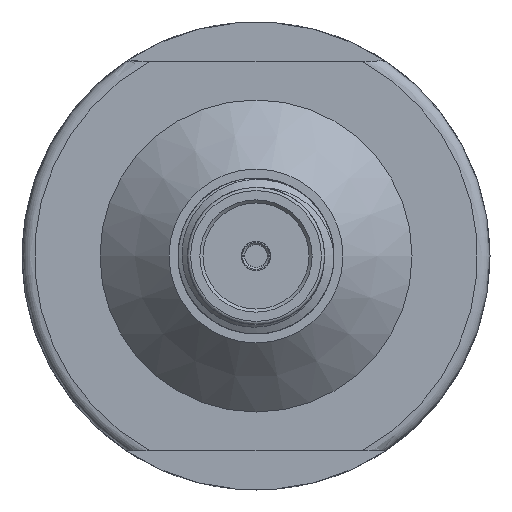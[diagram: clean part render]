
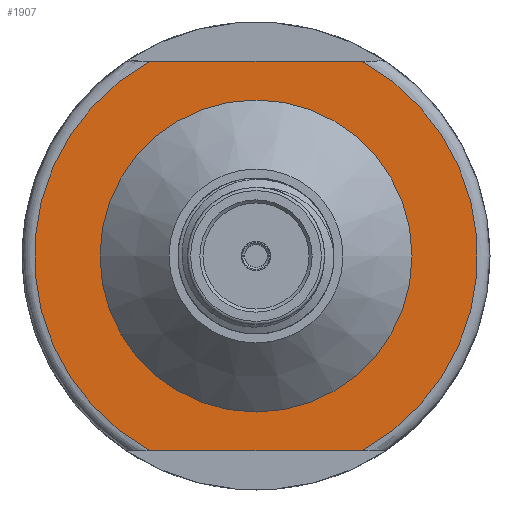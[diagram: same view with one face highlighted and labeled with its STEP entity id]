
A CAD part, left-side view. The second image highlights one B-rep face of the part: STEP entity #1907.
In plain terms, the highlighted planar face has unit normal (-1, 0, 0).
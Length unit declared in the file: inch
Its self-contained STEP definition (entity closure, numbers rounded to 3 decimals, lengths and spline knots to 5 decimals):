
#4 = LINE ( 'NONE', #2246, #2538 ) ;
#68 = ORIENTED_EDGE ( 'NONE', *, *, #352, .T. ) ;
#211 = AXIS2_PLACEMENT_3D ( 'NONE', #1234, #2251, #1835 ) ;
#229 = EDGE_CURVE ( 'NONE', #1549, #2334, #1921, .T. ) ;
#231 = CARTESIAN_POINT ( 'NONE',  ( 0.66, -0.16843, -0.3125 ) ) ;
#243 = DIRECTION ( 'NONE',  ( -1., 0., 0. ) ) ;
#299 = CARTESIAN_POINT ( 'NONE',  ( 0.66, -0.46642, 0.3125 ) ) ;
#304 = DIRECTION ( 'NONE',  ( -1., 0., 0. ) ) ;
#315 = CARTESIAN_POINT ( 'NONE',  ( 0.66, -0.16843, 0.3125 ) ) ;
#352 = EDGE_CURVE ( 'NONE', #1318, #1195, #2525, .T. ) ;
#455 = PLANE ( 'NONE',  #1594 ) ;
#467 = ORIENTED_EDGE ( 'NONE', *, *, #229, .T. ) ;
#701 = DIRECTION ( 'NONE',  ( 0., 1., 0. ) ) ;
#704 = AXIS2_PLACEMENT_3D ( 'NONE', #1509, #304, #1940 ) ;
#847 = CARTESIAN_POINT ( 'NONE',  ( 0.66, 0.25, 0. ) ) ;
#886 = DIRECTION ( 'NONE',  ( 0., 1., 0. ) ) ;
#1195 = VERTEX_POINT ( 'NONE', #315 ) ;
#1234 = CARTESIAN_POINT ( 'NONE',  ( 0.66, 0., 0. ) ) ;
#1263 = DIRECTION ( 'NONE',  ( 0., -1., 0. ) ) ;
#1304 = CARTESIAN_POINT ( 'NONE',  ( 0.66, 0., 0. ) ) ;
#1318 = VERTEX_POINT ( 'NONE', #231 ) ;
#1408 = EDGE_LOOP ( 'NONE', ( #1831 ) ) ;
#1509 = CARTESIAN_POINT ( 'NONE',  ( 0.66, 0., 0. ) ) ;
#1519 = FACE_OUTER_BOUND ( 'NONE', #2500, .T. ) ;
#1549 = VERTEX_POINT ( 'NONE', #1646 ) ;
#1594 = AXIS2_PLACEMENT_3D ( 'NONE', #847, #243, #2480 ) ;
#1646 = CARTESIAN_POINT ( 'NONE',  ( 0.66, 0.16843, 0.3125 ) ) ;
#1671 = ORIENTED_EDGE ( 'NONE', *, *, #1911, .T. ) ;
#1800 = FACE_BOUND ( 'NONE', #1408, .T. ) ;
#1831 = ORIENTED_EDGE ( 'NONE', *, *, #2011, .T. ) ;
#1835 = DIRECTION ( 'NONE',  ( 0., -1., 0. ) ) ;
#1907 = ADVANCED_FACE ( 'NONE', ( #1800, #1519 ), #455, .T. ) ;
#1911 = EDGE_CURVE ( 'NONE', #2334, #1318, #4, .T. ) ;
#1921 = CIRCLE ( 'NONE', #704, 0.355 ) ;
#1940 = DIRECTION ( 'NONE',  ( 0., -1., 0. ) ) ;
#2011 = EDGE_CURVE ( 'NONE', #2467, #2467, #2151, .T. ) ;
#2051 = EDGE_CURVE ( 'NONE', #1195, #1549, #2277, .T. ) ;
#2112 = ORIENTED_EDGE ( 'NONE', *, *, #2051, .T. ) ;
#2114 = DIRECTION ( 'NONE',  ( 1., 0., 0. ) ) ;
#2151 = CIRCLE ( 'NONE', #2413, 0.25 ) ;
#2246 = CARTESIAN_POINT ( 'NONE',  ( 0.66, -0.46642, -0.3125 ) ) ;
#2251 = DIRECTION ( 'NONE',  ( -1., 0., 0. ) ) ;
#2277 = LINE ( 'NONE', #299, #2569 ) ;
#2334 = VERTEX_POINT ( 'NONE', #2577 ) ;
#2413 = AXIS2_PLACEMENT_3D ( 'NONE', #1304, #2114, #886 ) ;
#2467 = VERTEX_POINT ( 'NONE', #2597 ) ;
#2480 = DIRECTION ( 'NONE',  ( 0., -1., 0. ) ) ;
#2500 = EDGE_LOOP ( 'NONE', ( #68, #2112, #467, #1671 ) ) ;
#2525 = CIRCLE ( 'NONE', #211, 0.355 ) ;
#2538 = VECTOR ( 'NONE', #1263, 39.37008 ) ;
#2569 = VECTOR ( 'NONE', #701, 39.37008 ) ;
#2577 = CARTESIAN_POINT ( 'NONE',  ( 0.66, 0.16843, -0.3125 ) ) ;
#2597 = CARTESIAN_POINT ( 'NONE',  ( 0.66, 0.25, 0. ) ) ;
